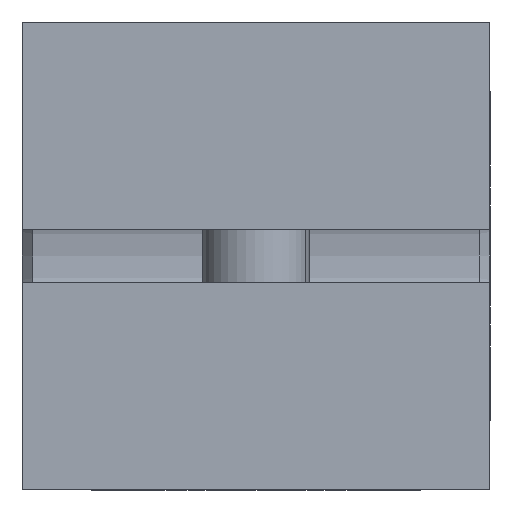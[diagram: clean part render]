
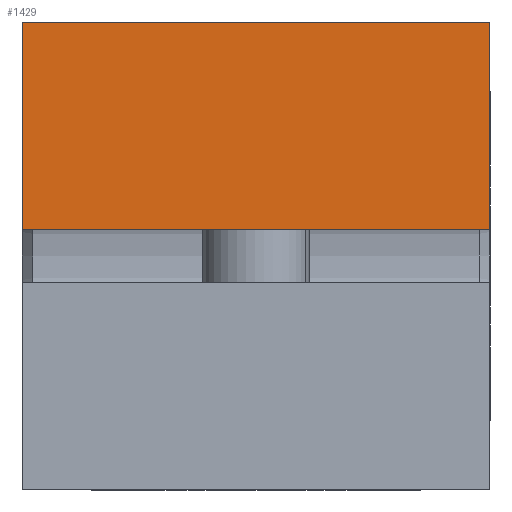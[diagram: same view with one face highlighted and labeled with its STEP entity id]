
A CAD part, left-side view. The second image highlights one B-rep face of the part: STEP entity #1429.
In plain terms, the highlighted planar face has unit normal (-1, 0, 0).
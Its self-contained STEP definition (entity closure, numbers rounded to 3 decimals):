
#155 = DIRECTION ( 'NONE',  ( 0., 0., -1. ) ) ;
#172 = VECTOR ( 'NONE', #155, 1000. ) ;
#321 = CARTESIAN_POINT ( 'NONE',  ( -57., 0., 22. ) ) ;
#408 = LINE ( 'NONE', #1074, #794 ) ;
#500 = ORIENTED_EDGE ( 'NONE', *, *, #1096, .T. ) ;
#536 = DIRECTION ( 'NONE',  ( 0., 1., 0. ) ) ;
#641 = LINE ( 'NONE', #1763, #786 ) ;
#683 = VERTEX_POINT ( 'NONE', #321 ) ;
#706 = AXIS2_PLACEMENT_3D ( 'NONE', #769, #1411, #1904 ) ;
#769 = CARTESIAN_POINT ( 'NONE',  ( -57., 22., 22. ) ) ;
#786 = VECTOR ( 'NONE', #1283, 1000. ) ;
#794 = VECTOR ( 'NONE', #1680, 1000. ) ;
#830 = CARTESIAN_POINT ( 'NONE',  ( -57., 22., 22. ) ) ;
#846 = VECTOR ( 'NONE', #536, 1000. ) ;
#914 = PLANE ( 'NONE',  #706 ) ;
#936 = EDGE_CURVE ( 'NONE', #1718, #683, #408, .T. ) ;
#1074 = CARTESIAN_POINT ( 'NONE',  ( -57., 22., 22. ) ) ;
#1093 = CARTESIAN_POINT ( 'NONE',  ( -57., 0., 12.25 ) ) ;
#1096 = EDGE_CURVE ( 'NONE', #1718, #1358, #1110, .T. ) ;
#1108 = CARTESIAN_POINT ( 'NONE',  ( -57., 22., 12.25 ) ) ;
#1110 = LINE ( 'NONE', #830, #172 ) ;
#1125 = EDGE_LOOP ( 'NONE', ( #500, #1719, #1176, #1394 ) ) ;
#1176 = ORIENTED_EDGE ( 'NONE', *, *, #1525, .F. ) ;
#1256 = CARTESIAN_POINT ( 'NONE',  ( -57., 22., 22. ) ) ;
#1283 = DIRECTION ( 'NONE',  ( 0., 0., -1. ) ) ;
#1337 = EDGE_CURVE ( 'NONE', #1633, #1358, #1856, .T. ) ;
#1358 = VERTEX_POINT ( 'NONE', #1108 ) ;
#1394 = ORIENTED_EDGE ( 'NONE', *, *, #936, .F. ) ;
#1411 = DIRECTION ( 'NONE',  ( 1., 0., 0. ) ) ;
#1429 = ADVANCED_FACE ( 'NONE', ( #1886 ), #914, .F. ) ;
#1525 = EDGE_CURVE ( 'NONE', #683, #1633, #641, .T. ) ;
#1633 = VERTEX_POINT ( 'NONE', #1093 ) ;
#1680 = DIRECTION ( 'NONE',  ( 0., -1., 0. ) ) ;
#1718 = VERTEX_POINT ( 'NONE', #1256 ) ;
#1719 = ORIENTED_EDGE ( 'NONE', *, *, #1337, .F. ) ;
#1763 = CARTESIAN_POINT ( 'NONE',  ( -57., 0., 22. ) ) ;
#1856 = LINE ( 'NONE', #1980, #846 ) ;
#1886 = FACE_OUTER_BOUND ( 'NONE', #1125, .T. ) ;
#1904 = DIRECTION ( 'NONE',  ( 0., 0., -1. ) ) ;
#1980 = CARTESIAN_POINT ( 'NONE',  ( -57., 0., 12.25 ) ) ;
